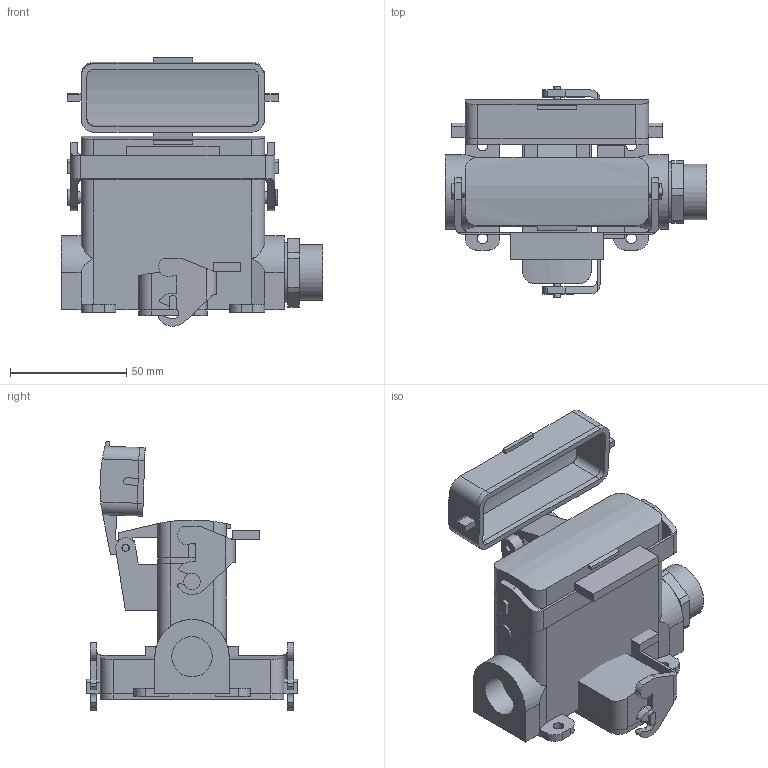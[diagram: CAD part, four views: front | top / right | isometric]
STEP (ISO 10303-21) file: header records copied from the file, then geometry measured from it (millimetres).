
FILE_DESCRIPTION( ( 'Unknown' ), '1' );
FILE_NAME( 'H_A_16_SDR_LB_NPT_12_ASM.stp', 'Unknown', ( 'Unknown' ), ( 'Unknown' ), 'PSStep 11.0', 'Unknown', ' ' );
FILE_SCHEMA( ( 'AUTOMOTIVE_DESIGN { 1 0 10303 214 1 1 1 1 }' ) );
Length unit declared in the file: millimetre
Products named in the file (4): Assem1; H_A_16_LB; H_A_16_DECKEL; H_A_16_SDR_LB_NPT_12
Bounding box: 112.5 x 91 x 115.66 mm (x, y, z)
Volume: 193367.9 mm3; surface area: 121046.4 mm2
Topology: 7 solids, 7 shells, 568 faces, 1514 edges, 1000 vertices
Faces by surface type: plane 366, cylinder 200, cone 2
Full cylindrical faces by diameter (mm): 2.459 x8, 3 x6, 3.2 x4, 4.5 x8, 4.9 x4, 7 x4, 17 x2, 17.4 x2, 18.923 x2, 24 x2, 26 x2
Entity records: 10011 total; most frequent: CARTESIAN_POINT 1631, DIRECTION 1314, ORIENTED_EDGE 1276, EDGE_CURVE 638, LINE 444, VECTOR 444, AXIS2_PLACEMENT_3D 435, VERTEX_POINT 432
